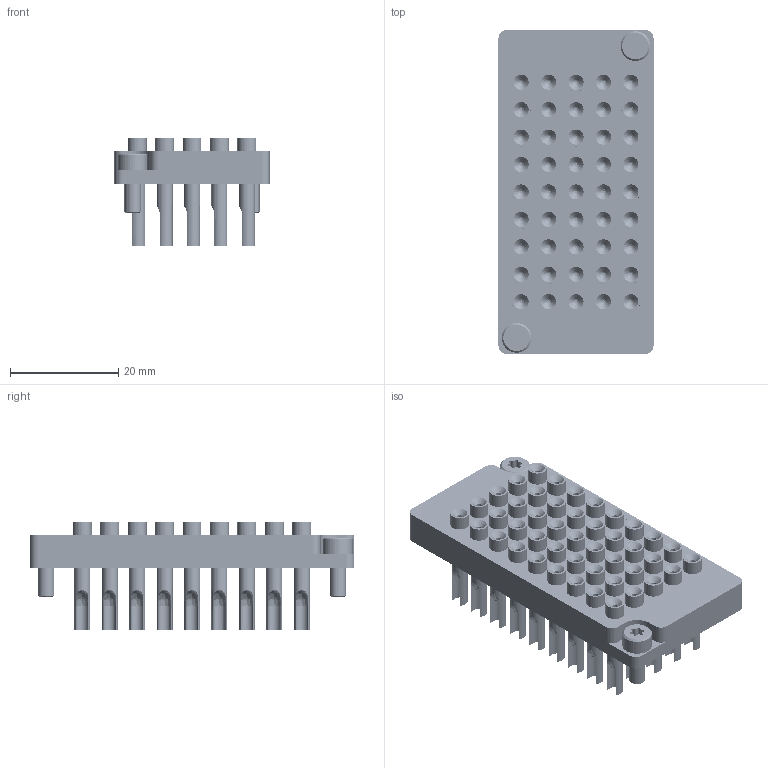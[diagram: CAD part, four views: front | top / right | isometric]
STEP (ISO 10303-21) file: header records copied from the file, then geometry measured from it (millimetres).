
FILE_DESCRIPTION (( 'STEP AP203' ), '1' );
FILE_NAME ('INGUN_16900.STEP', '2023-05-10T13:30:22', ( '' ), ( '' ), 'SwSTEP 2.0', 'SolidWorks 2021', '' );
FILE_SCHEMA (( 'CONFIG_CONTROL_DESIGN' ));
Length unit declared in the file: millimetre
Products named in the file (6): DIN912~n_M03,0x008; INGUN_16900; INFO_4620~0_S; KT-Master__ADA~kt_KT-120 L3 E02-30; 16905~4; 16905~4_S
Assembly tree (50 placements, depth 3):
  INGUN_16900
    16905~4_S
      16905~4
      INFO_4620~0_S
    KT-Master__ADA~kt_KT-120 L3 E02-30  x45
    DIN912~n_M03,0x008  x2
Bounding box: 28.7 x 60 x 20 mm (x, y, z)
Volume: 13138.4 mm3; surface area: 18059.6 mm2
Topology: 107 solids, 107 shells, 11716 faces, 33631 edges, 22133 vertices
Faces by surface type: plane 7649, cylinder 3251, cone 638, bspline 178
Entity records: 26540 total; most frequent: CARTESIAN_POINT 9608, ORIENTED_EDGE 3316, DIRECTION 2843, EDGE_CURVE 1658, VERTEX_POINT 1099, AXIS2_PLACEMENT_3D 1018, VECTOR 807, LINE 807
